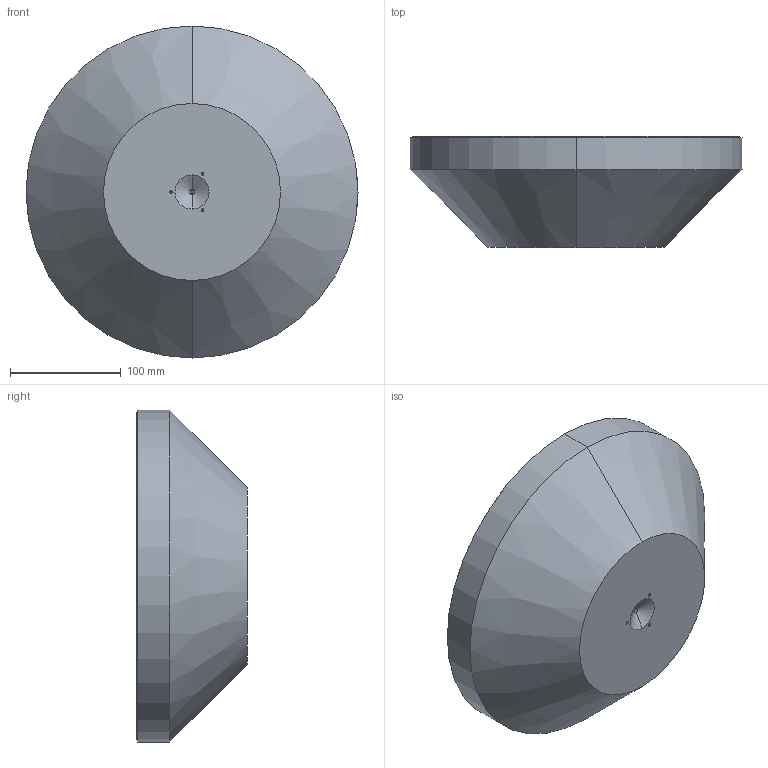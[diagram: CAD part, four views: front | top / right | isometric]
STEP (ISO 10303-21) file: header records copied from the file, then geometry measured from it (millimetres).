
FILE_DESCRIPTION (( 'STEP AP203' ), '1' );
FILE_NAME ('S1030002_CustomerSTEP.STEP', '2017-09-18T20:40:51', ( '' ), ( '' ), 'SwSTEP 2.0', 'SolidWorks 2017', '' );
FILE_SCHEMA (( 'CONFIG_CONTROL_DESIGN' ));
Length unit declared in the file: inch
Products named in the file (1): S1030002_CustomerSTEP
Bounding box: 300 x 100 x 300 mm (x, y, z)
Volume: 5114278.1 mm3; surface area: 191474.7 mm2
Topology: 1 solids, 1 shells, 33 faces, 72 edges, 40 vertices
Faces by surface type: cylinder 16, cone 12, plane 5
Entity records: 1006 total; most frequent: CARTESIAN_POINT 221, DIRECTION 164, ORIENTED_EDGE 128, AXIS2_PLACEMENT_3D 68, EDGE_CURVE 64, EDGE_LOOP 40, VERTEX_POINT 40, CIRCLE 34
